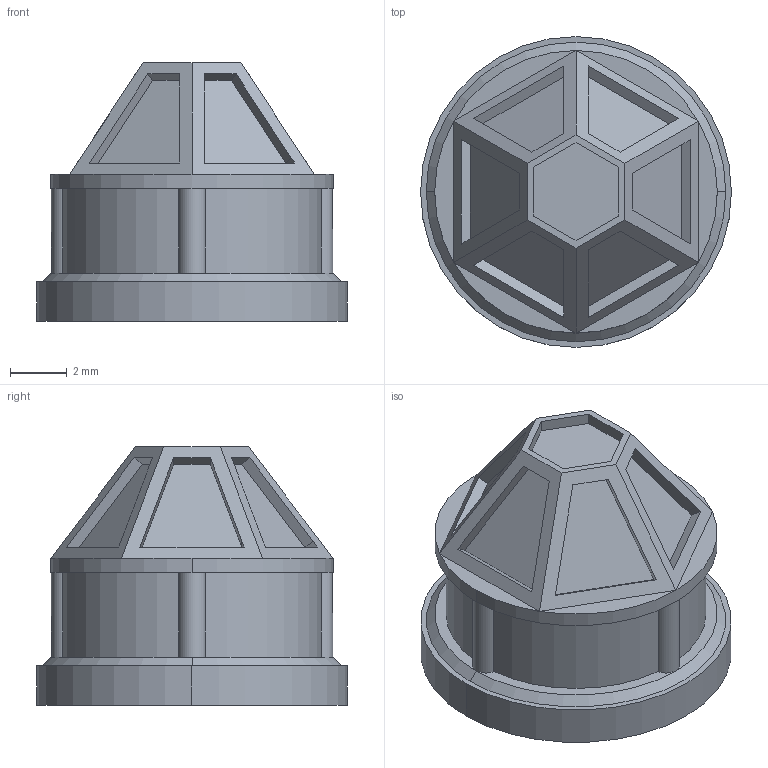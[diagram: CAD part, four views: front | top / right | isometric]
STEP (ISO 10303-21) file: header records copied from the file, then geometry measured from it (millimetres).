
FILE_DESCRIPTION (( 'STEP AP203' ), '1' );
FILE_NAME ('door.par_Défaut_sldprt.STEP', '2024-03-20T04:11:17', ( '' ), ( '' ), 'SwSTEP 2.0', 'SolidWorks 2022', '' );
FILE_SCHEMA (( 'CONFIG_CONTROL_DESIGN' ));
Length unit declared in the file: millimetre
Products named in the file (1): door.par_Défaut_sldprt
Bounding box: 11 x 11 x 9.15 mm (x, y, z)
Volume: 425.1 mm3; surface area: 484.6 mm2
Topology: 1 solids, 1 shells, 77 faces, 180 edges, 116 vertices
Faces by surface type: plane 61, cylinder 14, cone 2
Entity records: 2253 total; most frequent: DIRECTION 374, CARTESIAN_POINT 374, ORIENTED_EDGE 360, EDGE_CURVE 180, LINE 142, VECTOR 142, VERTEX_POINT 116, AXIS2_PLACEMENT_3D 116
